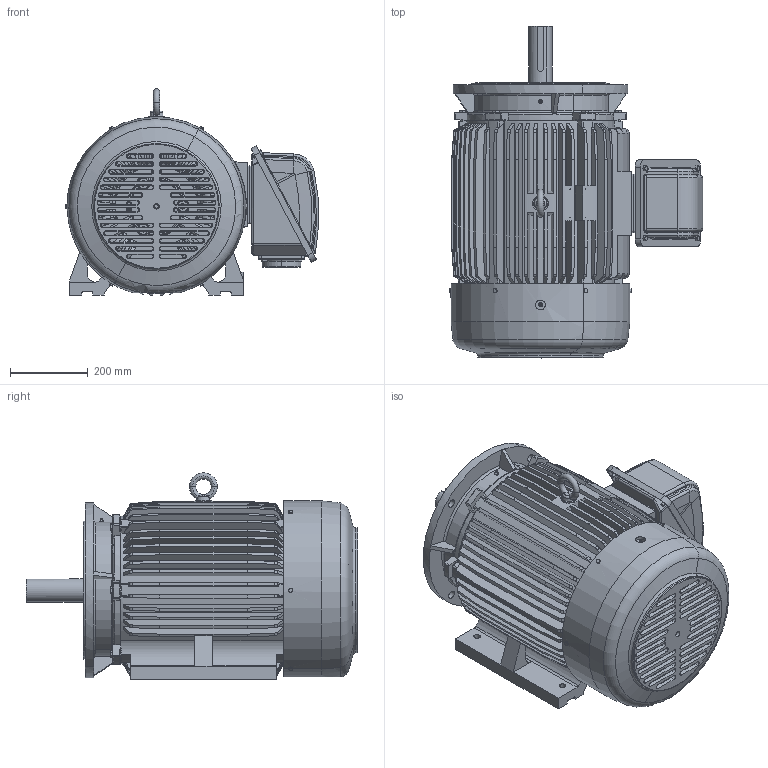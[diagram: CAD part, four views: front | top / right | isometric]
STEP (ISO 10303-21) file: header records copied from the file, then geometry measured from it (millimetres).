
FILE_DESCRIPTION(('CATIA V5 STEP Exchange'),'2;1');
FILE_NAME('365T-HV-DF_AllCATPart.stp','2012-08-25T07:51:52+00:00',('none'),('none'),'CATIA Version 5 Release 19 SP 9 (IN-10)','CATIA V5 STEP AP203','none');
FILE_SCHEMA(('CONFIG_CONTROL_DESIGN'));
Length unit declared in the file: millimetre
Products named in the file (1): 365T-HV-DF_AllCATPart
Bounding box: 652.67 x 854.77 x 531.28 mm (x, y, z)
Volume: 29794123.1 mm3; surface area: 5403757.2 mm2
Topology: 48 solids, 48 shells, 3537 faces, 9594 edges, 6190 vertices
Faces by surface type: plane 1235, cylinder 912, torus 681, cone 625, bspline 50, sphere 34
Entity records: 116439 total; most frequent: CARTESIAN_POINT 38835, ORIENTED_EDGE 19096, DIRECTION 10890, EDGE_CURVE 9548, VERTEX_POINT 6190, AXIS2_PLACEMENT_3D 5568, EDGE_LOOP 3856, CIRCLE 3617
